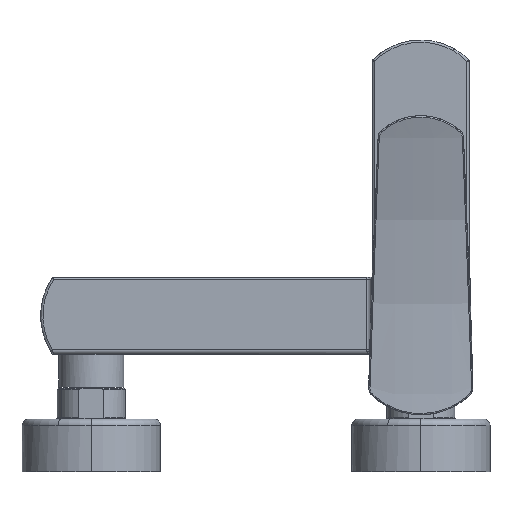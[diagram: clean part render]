
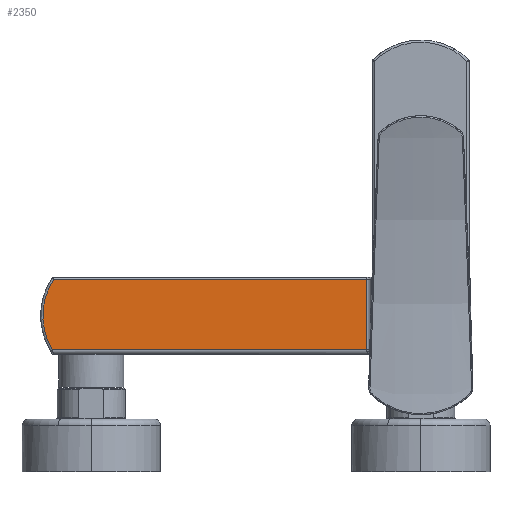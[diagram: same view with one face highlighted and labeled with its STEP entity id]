
A CAD part, top view. The second image highlights one B-rep face of the part: STEP entity #2350.
In plain terms, the highlighted planar face has unit normal (0, 0, 1).
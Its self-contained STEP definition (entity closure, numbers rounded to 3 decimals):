
#902=CARTESIAN_POINT('Axis2P3D Location',(0.,0.,31.)) ;
#1737=CARTESIAN_POINT('Vertex',(-24.5,-1.,31.)) ;
#1757=CARTESIAN_POINT('Line Origine',(-100.203,-1.,31.)) ;
#1761=CARTESIAN_POINT('Vertex',(-167.055,-1.,31.)) ;
#2313=CARTESIAN_POINT('Line Origine',(-24.5,-17.108,31.)) ;
#2317=CARTESIAN_POINT('Vertex',(-24.5,-33.,31.)) ;
#2332=CARTESIAN_POINT('Axis2P3D Location',(-142.,-17.5,31.)) ;
#2336=CARTESIAN_POINT('Vertex',(-167.686,-33.,31.)) ;
#2339=CARTESIAN_POINT('Line Origine',(-96.093,-33.,31.)) ;
#1759=VECTOR('Line Direction',#1758,1.) ;
#2315=VECTOR('Line Direction',#2314,1.) ;
#2341=VECTOR('Line Direction',#2340,1.) ;
#903=DIRECTION('Axis2P3D Direction',(0.,0.,-1.)) ;
#904=DIRECTION('Axis2P3D XDirection',(0.,1.,0.)) ;
#1758=DIRECTION('Vector Direction',(1.,0.,0.)) ;
#2314=DIRECTION('Vector Direction',(0.,-1.,0.)) ;
#2333=DIRECTION('Axis2P3D Direction',(0.,0.,-1.)) ;
#2340=DIRECTION('Vector Direction',(-1.,0.,0.)) ;
#905=AXIS2_PLACEMENT_3D('Plane Axis2P3D',#902,#903,#904) ;
#2334=AXIS2_PLACEMENT_3D('Circle Axis2P3D',#2332,#2333,$) ;
#1760=LINE('Line',#1757,#1759) ;
#2316=LINE('Line',#2313,#2315) ;
#2342=LINE('Line',#2339,#2341) ;
#2335=CIRCLE('generated circle',#2334,30.) ;
#906=PLANE('',#905) ;
#1763=EDGE_CURVE('',#1762,#1738,#1760,.T.) ;
#2319=EDGE_CURVE('',#2318,#1738,#2316,.F.) ;
#2338=EDGE_CURVE('',#2337,#1762,#2335,.T.) ;
#2343=EDGE_CURVE('',#2318,#2337,#2342,.T.) ;
#2345=ORIENTED_EDGE('',*,*,#2338,.F.) ;
#2346=ORIENTED_EDGE('',*,*,#2343,.F.) ;
#2347=ORIENTED_EDGE('',*,*,#2319,.T.) ;
#2348=ORIENTED_EDGE('',*,*,#1763,.F.) ;
#2344=EDGE_LOOP('',(#2345,#2346,#2347,#2348)) ;
#1738=VERTEX_POINT('',#1737) ;
#1762=VERTEX_POINT('',#1761) ;
#2318=VERTEX_POINT('',#2317) ;
#2337=VERTEX_POINT('',#2336) ;
#2350=ADVANCED_FACE('DA000120.1\\PartBody.4',(#2349),#906,.F.) ;
#2349=FACE_OUTER_BOUND('',#2344,.T.) ;
